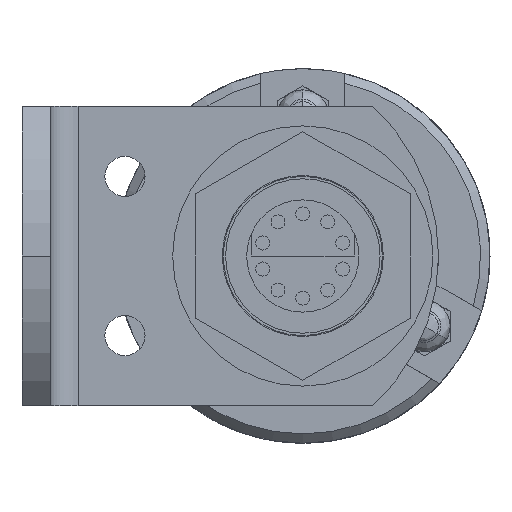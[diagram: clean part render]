
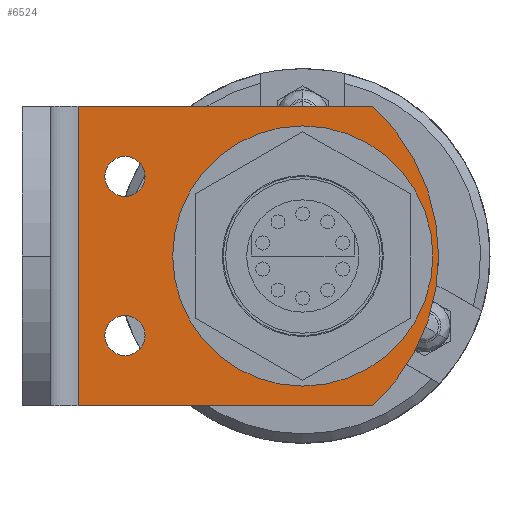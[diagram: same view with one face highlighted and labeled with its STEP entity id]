
A CAD part, front view. The second image highlights one B-rep face of the part: STEP entity #6524.
In plain terms, the highlighted planar face has unit normal (0, -1, 0).
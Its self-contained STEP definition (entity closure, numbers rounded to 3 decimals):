
#187 = AXIS2_PLACEMENT_3D ( 'NONE', #10293, #4668, #11214 ) ;
#501 = ORIENTED_EDGE ( 'NONE', *, *, #1271, .T. ) ;
#546 = EDGE_CURVE ( 'NONE', #11383, #8245, #10013, .T. ) ;
#703 = DIRECTION ( 'NONE',  ( 0., -1., 0. ) ) ;
#967 = EDGE_CURVE ( 'NONE', #1929, #1232, #3400, .T. ) ;
#1012 = ORIENTED_EDGE ( 'NONE', *, *, #967, .F. ) ;
#1021 = EDGE_CURVE ( 'NONE', #4279, #11636, #2115, .T. ) ;
#1232 = VERTEX_POINT ( 'NONE', #3015 ) ;
#1271 = EDGE_CURVE ( 'NONE', #10444, #4758, #11851, .T. ) ;
#1302 = CIRCLE ( 'NONE', #5332, 2.15 ) ;
#1356 = EDGE_CURVE ( 'NONE', #5632, #1803, #1302, .T. ) ;
#1367 = ORIENTED_EDGE ( 'NONE', *, *, #546, .F. ) ;
#1759 = DIRECTION ( 'NONE',  ( 0., -1., 0. ) ) ;
#1773 = CARTESIAN_POINT ( 'NONE',  ( -19., -287.5, -6.35 ) ) ;
#1803 = VERTEX_POINT ( 'NONE', #10946 ) ;
#1901 = VECTOR ( 'NONE', #4020, 1000. ) ;
#1929 = VERTEX_POINT ( 'NONE', #5545 ) ;
#2115 = LINE ( 'NONE', #2686, #4282 ) ;
#2171 = CARTESIAN_POINT ( 'NONE',  ( -19., -287.5, 10.65 ) ) ;
#2324 = FACE_BOUND ( 'NONE', #5328, .T. ) ;
#2350 = CARTESIAN_POINT ( 'NONE',  ( -19., -287.5, -10.65 ) ) ;
#2397 = CARTESIAN_POINT ( 'NONE',  ( -19., -287.5, -8.5 ) ) ;
#2686 = CARTESIAN_POINT ( 'NONE',  ( 14.5, -287.5, -16. ) ) ;
#2902 = ORIENTED_EDGE ( 'NONE', *, *, #8267, .F. ) ;
#3015 = CARTESIAN_POINT ( 'NONE',  ( 0., -287.5, -8.6 ) ) ;
#3215 = DIRECTION ( 'NONE',  ( 0., -1., 0. ) ) ;
#3318 = DIRECTION ( 'NONE',  ( 0., 0., -1. ) ) ;
#3400 = CIRCLE ( 'NONE', #8943, 8.6 ) ;
#3920 = CARTESIAN_POINT ( 'NONE',  ( -19., -287.5, -8.5 ) ) ;
#3923 = CIRCLE ( 'NONE', #187, 2.15 ) ;
#4020 = DIRECTION ( 'NONE',  ( -1., 0., 0. ) ) ;
#4039 = CARTESIAN_POINT ( 'NONE',  ( 7.5, -287.5, -16. ) ) ;
#4128 = ORIENTED_EDGE ( 'NONE', *, *, #6588, .F. ) ;
#4178 = VECTOR ( 'NONE', #12093, 1000. ) ;
#4279 = VERTEX_POINT ( 'NONE', #4039 ) ;
#4282 = VECTOR ( 'NONE', #9252, 1000. ) ;
#4295 = EDGE_LOOP ( 'NONE', ( #1367, #2902 ) ) ;
#4425 = EDGE_CURVE ( 'NONE', #1232, #1929, #6855, .T. ) ;
#4605 = CARTESIAN_POINT ( 'NONE',  ( -24., -287.5, 16. ) ) ;
#4609 = EDGE_CURVE ( 'NONE', #4758, #11636, #6985, .T. ) ;
#4668 = DIRECTION ( 'NONE',  ( 0., -1., 0. ) ) ;
#4695 = CIRCLE ( 'NONE', #5259, 2.15 ) ;
#4758 = VERTEX_POINT ( 'NONE', #5590 ) ;
#4808 = FACE_BOUND ( 'NONE', #4295, .T. ) ;
#4868 = DIRECTION ( 'NONE',  ( 0., 0., -1. ) ) ;
#4885 = ORIENTED_EDGE ( 'NONE', *, *, #4425, .F. ) ;
#4903 = DIRECTION ( 'NONE',  ( 0., -1., 0. ) ) ;
#5244 = DIRECTION ( 'NONE',  ( 0., -1., 0. ) ) ;
#5252 = CARTESIAN_POINT ( 'NONE',  ( 7.5, -287.5, 16. ) ) ;
#5259 = AXIS2_PLACEMENT_3D ( 'NONE', #2397, #8952, #3318 ) ;
#5328 = EDGE_LOOP ( 'NONE', ( #9126, #4128 ) ) ;
#5332 = AXIS2_PLACEMENT_3D ( 'NONE', #8830, #3215, #9774 ) ;
#5405 = FACE_BOUND ( 'NONE', #11073, .T. ) ;
#5493 = CARTESIAN_POINT ( 'NONE',  ( 14.5, -287.5, 16. ) ) ;
#5545 = CARTESIAN_POINT ( 'NONE',  ( 0., -287.5, 8.6 ) ) ;
#5590 = CARTESIAN_POINT ( 'NONE',  ( -24., -287.5, 16. ) ) ;
#5632 = VERTEX_POINT ( 'NONE', #2171 ) ;
#6344 = CARTESIAN_POINT ( 'NONE',  ( 0., -287.5, 0. ) ) ;
#6524 = ADVANCED_FACE ( 'NONE', ( #2324, #4808, #5405, #11970 ), #7384, .T. ) ;
#6588 = EDGE_CURVE ( 'NONE', #1803, #5632, #3923, .T. ) ;
#6855 = CIRCLE ( 'NONE', #7859, 8.6 ) ;
#6859 = CARTESIAN_POINT ( 'NONE',  ( -24., -287.5, -16. ) ) ;
#6985 = LINE ( 'NONE', #4605, #4178 ) ;
#7280 = DIRECTION ( 'NONE',  ( 0., 0., -1. ) ) ;
#7358 = ORIENTED_EDGE ( 'NONE', *, *, #7470, .T. ) ;
#7384 = PLANE ( 'NONE',  #9880 ) ;
#7470 = EDGE_CURVE ( 'NONE', #4279, #10444, #7725, .T. ) ;
#7680 = ORIENTED_EDGE ( 'NONE', *, *, #4609, .T. ) ;
#7716 = CARTESIAN_POINT ( 'NONE',  ( 14.5, -287.5, 16. ) ) ;
#7725 = CIRCLE ( 'NONE', #8075, 21.786 ) ;
#7859 = AXIS2_PLACEMENT_3D ( 'NONE', #10850, #5244, #11777 ) ;
#8075 = AXIS2_PLACEMENT_3D ( 'NONE', #10514, #4903, #11440 ) ;
#8245 = VERTEX_POINT ( 'NONE', #2350 ) ;
#8267 = EDGE_CURVE ( 'NONE', #8245, #11383, #4695, .T. ) ;
#8308 = DIRECTION ( 'NONE',  ( 0., 0., -1. ) ) ;
#8392 = EDGE_LOOP ( 'NONE', ( #11802, #7358, #501, #7680 ) ) ;
#8830 = CARTESIAN_POINT ( 'NONE',  ( -19., -287.5, 8.5 ) ) ;
#8943 = AXIS2_PLACEMENT_3D ( 'NONE', #6344, #703, #7280 ) ;
#8952 = DIRECTION ( 'NONE',  ( 0., -1., 0. ) ) ;
#9126 = ORIENTED_EDGE ( 'NONE', *, *, #1356, .F. ) ;
#9252 = DIRECTION ( 'NONE',  ( -1., 0., 0. ) ) ;
#9774 = DIRECTION ( 'NONE',  ( 0., 0., -1. ) ) ;
#9880 = AXIS2_PLACEMENT_3D ( 'NONE', #5493, #1759, #8308 ) ;
#10013 = CIRCLE ( 'NONE', #10077, 2.15 ) ;
#10077 = AXIS2_PLACEMENT_3D ( 'NONE', #3920, #10476, #4868 ) ;
#10293 = CARTESIAN_POINT ( 'NONE',  ( -19., -287.5, 8.5 ) ) ;
#10444 = VERTEX_POINT ( 'NONE', #5252 ) ;
#10476 = DIRECTION ( 'NONE',  ( 0., -1., 0. ) ) ;
#10514 = CARTESIAN_POINT ( 'NONE',  ( -7.286, -287.5, 0. ) ) ;
#10850 = CARTESIAN_POINT ( 'NONE',  ( 0., -287.5, 0. ) ) ;
#10946 = CARTESIAN_POINT ( 'NONE',  ( -19., -287.5, 6.35 ) ) ;
#11073 = EDGE_LOOP ( 'NONE', ( #1012, #4885 ) ) ;
#11214 = DIRECTION ( 'NONE',  ( 0., 0., -1. ) ) ;
#11383 = VERTEX_POINT ( 'NONE', #1773 ) ;
#11440 = DIRECTION ( 'NONE',  ( 0., 0., -1. ) ) ;
#11636 = VERTEX_POINT ( 'NONE', #6859 ) ;
#11777 = DIRECTION ( 'NONE',  ( 0., 0., -1. ) ) ;
#11802 = ORIENTED_EDGE ( 'NONE', *, *, #1021, .F. ) ;
#11851 = LINE ( 'NONE', #7716, #1901 ) ;
#11970 = FACE_OUTER_BOUND ( 'NONE', #8392, .T. ) ;
#12093 = DIRECTION ( 'NONE',  ( 0., 0., -1. ) ) ;
